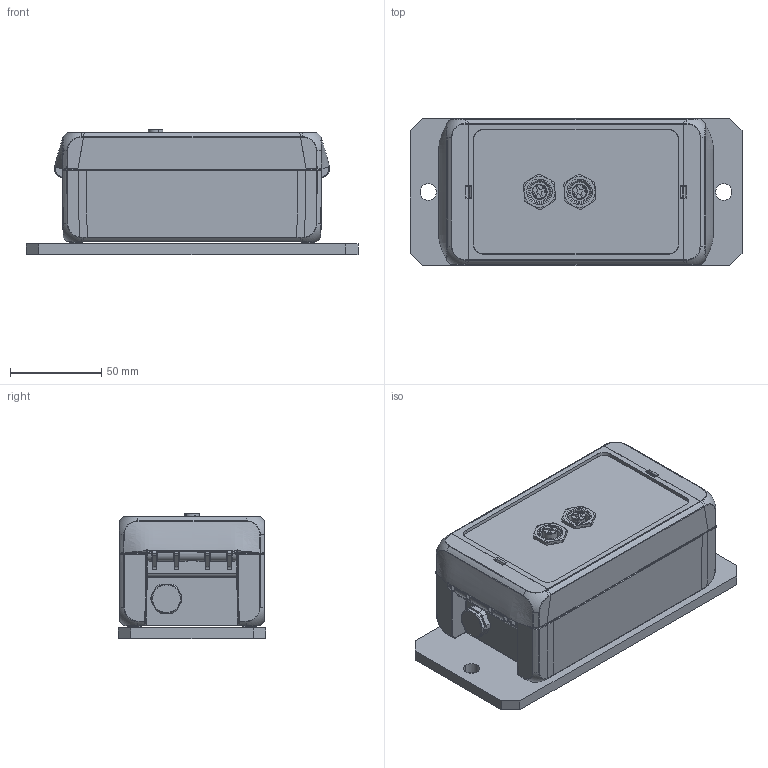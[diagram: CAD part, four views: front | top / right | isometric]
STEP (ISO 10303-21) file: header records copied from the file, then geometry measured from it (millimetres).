
FILE_DESCRIPTION((''),'2;1');
FILE_NAME('CAD-9059_ASM','2024-04-25T08:42:08',('creinig-se'),(''),'CREO PARAMETRIC BY PTC INC, 2022284','CREO PARAMETRIC BY PTC INC, 2022284','');
FILE_SCHEMA(('CONFIG_CONTROL_DESIGN','SHAPE_APPEARANCE_LAYERS_GROUPS'));
Products named in the file (8): CAD-7059_HSG; CAD-9059_COVER; CAD-7059_1010348; CAD-7059_2502227_TEILW; CAD-7059_MONTAGEPL; CAD-9059_M12_GEH_394847; CAD-9059_M12_ERNI; CAD-9059_ASM
Assembly tree (10 placements, depth 2):
  CAD-9059_ASM
    CAD-7059_HSG
    CAD-9059_COVER
    CAD-7059_1010348  x2
    CAD-7059_2502227_TEILW
    CAD-7059_MONTAGEPL
    CAD-9059_M12_GEH_394847  x2
    CAD-9059_M12_ERNI  x2
Bounding box: 182 x 81 x 68.79 mm (x, y, z)
Volume: 380251.6 mm3; surface area: 165060.6 mm2
Topology: 10 solids, 32 shells, 4009 faces, 11996 edges, 7992 vertices
Faces by surface type: plane 1408, cylinder 1406, bspline 674, torus 202, cone 186, sphere 61, extrusion 60, revolution 12
Entity records: 162905 total; most frequent: CARTESIAN_POINT 57788, ORIENTED_EDGE 17608, DIRECTION 13435, PRESENTATION_STYLE_ASSIGNMENT 9003, STYLED_ITEM 9003, EDGE_CURVE 8836, CURVE_STYLE 8413, VERTEX_POINT 5954
